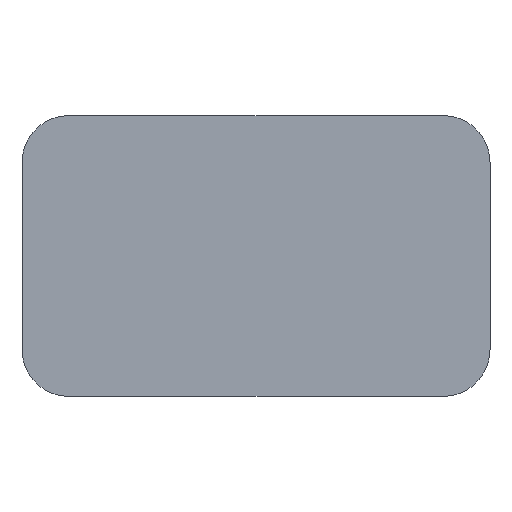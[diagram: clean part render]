
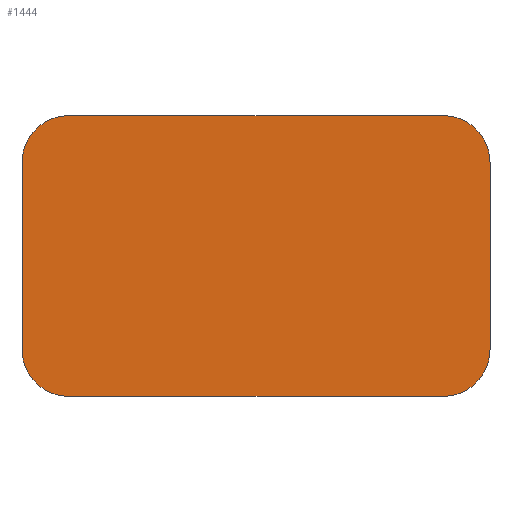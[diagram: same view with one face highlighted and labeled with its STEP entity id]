
A CAD part, front view. The second image highlights one B-rep face of the part: STEP entity #1444.
In plain terms, the highlighted planar face has unit normal (0, -1, 0).
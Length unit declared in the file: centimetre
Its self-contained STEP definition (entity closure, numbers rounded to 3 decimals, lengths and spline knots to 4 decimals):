
#59=CIRCLE('',#1538,0.25);
#61=CIRCLE('',#1542,0.25);
#63=CIRCLE('',#1546,0.25);
#65=CIRCLE('',#1550,0.25);
#180=FACE_OUTER_BOUND('',#274,.T.);
#274=EDGE_LOOP('',(#1007,#1008,#1009,#1010,#1011,#1012,#1013,#1014));
#365=LINE('',#2171,#493);
#370=LINE('',#2185,#498);
#374=LINE('',#2197,#502);
#378=LINE('',#2209,#506);
#493=VECTOR('',#1707,1.);
#498=VECTOR('',#1720,2.);
#502=VECTOR('',#1732,1.);
#506=VECTOR('',#1744,2.);
#621=VERTEX_POINT('',#2169);
#622=VERTEX_POINT('',#2170);
#625=VERTEX_POINT('',#2178);
#627=VERTEX_POINT('',#2184);
#629=VERTEX_POINT('',#2190);
#631=VERTEX_POINT('',#2196);
#633=VERTEX_POINT('',#2202);
#635=VERTEX_POINT('',#2208);
#754=EDGE_CURVE('',#621,#622,#365,.T.);
#758=EDGE_CURVE('',#625,#622,#59,.T.);
#761=EDGE_CURVE('',#625,#627,#370,.T.);
#764=EDGE_CURVE('',#629,#627,#61,.T.);
#767=EDGE_CURVE('',#629,#631,#374,.T.);
#770=EDGE_CURVE('',#633,#631,#63,.T.);
#773=EDGE_CURVE('',#633,#635,#378,.T.);
#776=EDGE_CURVE('',#621,#635,#65,.T.);
#1007=ORIENTED_EDGE('',*,*,#776,.F.);
#1008=ORIENTED_EDGE('',*,*,#754,.T.);
#1009=ORIENTED_EDGE('',*,*,#758,.F.);
#1010=ORIENTED_EDGE('',*,*,#761,.T.);
#1011=ORIENTED_EDGE('',*,*,#764,.F.);
#1012=ORIENTED_EDGE('',*,*,#767,.T.);
#1013=ORIENTED_EDGE('',*,*,#770,.F.);
#1014=ORIENTED_EDGE('',*,*,#773,.T.);
#1398=PLANE('',#1553);
#1444=ADVANCED_FACE('',(#180),#1398,.F.);
#1538=AXIS2_PLACEMENT_3D('',#2179,#1713,#1714);
#1542=AXIS2_PLACEMENT_3D('',#2191,#1725,#1726);
#1546=AXIS2_PLACEMENT_3D('',#2203,#1737,#1738);
#1550=AXIS2_PLACEMENT_3D('',#2214,#1749,#1750);
#1553=AXIS2_PLACEMENT_3D('',#2217,#1755,#1756);
#1707=DIRECTION('',(0.,0.,-1.));
#1713=DIRECTION('center_axis',(0.,1.,0.));
#1714=DIRECTION('ref_axis',(0.,0.,-1.));
#1720=DIRECTION('',(1.,0.,0.));
#1725=DIRECTION('center_axis',(0.,1.,0.));
#1726=DIRECTION('ref_axis',(1.,0.,0.));
#1732=DIRECTION('',(0.,0.,1.));
#1737=DIRECTION('center_axis',(0.,1.,0.));
#1738=DIRECTION('ref_axis',(0.,0.,1.));
#1744=DIRECTION('',(-1.,0.,0.));
#1749=DIRECTION('center_axis',(0.,1.,0.));
#1750=DIRECTION('ref_axis',(-1.,0.,0.));
#1755=DIRECTION('center_axis',(0.,1.,0.));
#1756=DIRECTION('ref_axis',(1.,0.,0.));
#2169=CARTESIAN_POINT('',(0.,0.,1.25));
#2170=CARTESIAN_POINT('',(0.,0.,0.25));
#2171=CARTESIAN_POINT('',(0.,0.,1.25));
#2178=CARTESIAN_POINT('',(0.25,0.,0.));
#2179=CARTESIAN_POINT('Origin',(0.25,0.,0.25));
#2184=CARTESIAN_POINT('',(2.25,0.,0.));
#2185=CARTESIAN_POINT('',(0.25,0.,0.));
#2190=CARTESIAN_POINT('',(2.5,0.,0.25));
#2191=CARTESIAN_POINT('Origin',(2.25,0.,0.25));
#2196=CARTESIAN_POINT('',(2.5,0.,1.25));
#2197=CARTESIAN_POINT('',(2.5,0.,0.25));
#2202=CARTESIAN_POINT('',(2.25,0.,1.5));
#2203=CARTESIAN_POINT('Origin',(2.25,0.,1.25));
#2208=CARTESIAN_POINT('',(0.25,0.,1.5));
#2209=CARTESIAN_POINT('',(2.25,0.,1.5));
#2214=CARTESIAN_POINT('Origin',(0.25,0.,1.25));
#2217=CARTESIAN_POINT('Origin',(1.25,0.,0.75));
